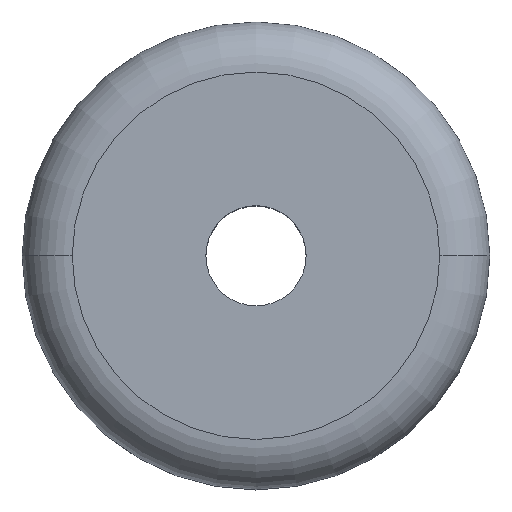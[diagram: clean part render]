
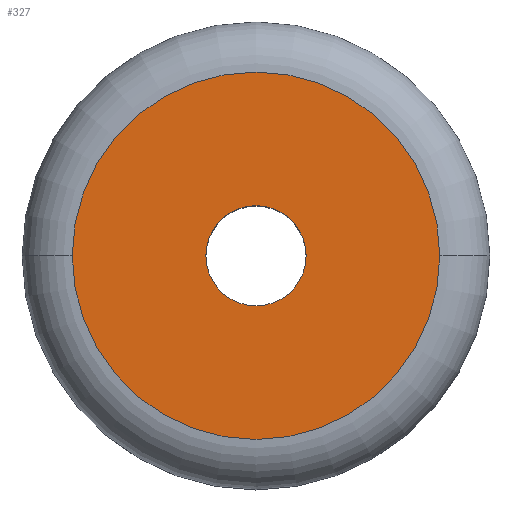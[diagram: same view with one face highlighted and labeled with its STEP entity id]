
A CAD part, top view. The second image highlights one B-rep face of the part: STEP entity #327.
In plain terms, the highlighted planar face has unit normal (0, 0, 1).
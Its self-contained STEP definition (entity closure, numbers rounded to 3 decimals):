
#42 = DIRECTION ( 'NONE',  ( -1., 0., 0. ) ) ;
#72 = CIRCLE ( 'NONE', #140, 0.75 ) ;
#88 = VERTEX_POINT ( 'NONE', #110 ) ;
#94 = CIRCLE ( 'NONE', #424, 0.75 ) ;
#98 = AXIS2_PLACEMENT_3D ( 'NONE', #406, #394, #477 ) ;
#110 = CARTESIAN_POINT ( 'NONE',  ( 101.238, 0., 137.842 ) ) ;
#115 = CARTESIAN_POINT ( 'NONE',  ( 103.988, 0., 137.842 ) ) ;
#125 = ORIENTED_EDGE ( 'NONE', *, *, #366, .T. ) ;
#140 = AXIS2_PLACEMENT_3D ( 'NONE', #115, #379, #346 ) ;
#182 = ORIENTED_EDGE ( 'NONE', *, *, #459, .F. ) ;
#186 = CARTESIAN_POINT ( 'NONE',  ( 103.988, 0., 137.842 ) ) ;
#195 = AXIS2_PLACEMENT_3D ( 'NONE', #265, #253, #224 ) ;
#220 = CARTESIAN_POINT ( 'NONE',  ( 104.738, 0., 137.842 ) ) ;
#221 = CARTESIAN_POINT ( 'NONE',  ( 106.738, 0., 137.842 ) ) ;
#224 = DIRECTION ( 'NONE',  ( -1., 0., 0. ) ) ;
#225 = CARTESIAN_POINT ( 'NONE',  ( 106.738, 0., 137.842 ) ) ;
#227 = CARTESIAN_POINT ( 'NONE',  ( 103.238, 0., 137.842 ) ) ;
#228 = FACE_BOUND ( 'NONE', #414, .T. ) ;
#253 = DIRECTION ( 'NONE',  ( 0., 0., -1. ) ) ;
#265 = CARTESIAN_POINT ( 'NONE',  ( 103.988, 0., 137.842 ) ) ;
#285 = EDGE_CURVE ( 'NONE', #313, #329, #72, .T. ) ;
#289 = AXIS2_PLACEMENT_3D ( 'NONE', #225, #420, #309 ) ;
#309 = DIRECTION ( 'NONE',  ( 1., 0., 0. ) ) ;
#313 = VERTEX_POINT ( 'NONE', #220 ) ;
#315 = PLANE ( 'NONE',  #289 ) ;
#325 = ORIENTED_EDGE ( 'NONE', *, *, #442, .F. ) ;
#327 = ADVANCED_FACE ( 'NONE', ( #228, #433 ), #315, .T. ) ;
#329 = VERTEX_POINT ( 'NONE', #227 ) ;
#342 = DIRECTION ( 'NONE',  ( 0., 0., -1. ) ) ;
#346 = DIRECTION ( 'NONE',  ( -1., 0., 0. ) ) ;
#366 = EDGE_CURVE ( 'NONE', #329, #313, #94, .T. ) ;
#379 = DIRECTION ( 'NONE',  ( 0., 0., -1. ) ) ;
#394 = DIRECTION ( 'NONE',  ( 0., 0., -1. ) ) ;
#406 = CARTESIAN_POINT ( 'NONE',  ( 103.988, 0., 137.842 ) ) ;
#414 = EDGE_LOOP ( 'NONE', ( #125, #478 ) ) ;
#420 = DIRECTION ( 'NONE',  ( 0., 0., 1. ) ) ;
#424 = AXIS2_PLACEMENT_3D ( 'NONE', #186, #342, #42 ) ;
#433 = FACE_OUTER_BOUND ( 'NONE', #435, .T. ) ;
#435 = EDGE_LOOP ( 'NONE', ( #325, #182 ) ) ;
#442 = EDGE_CURVE ( 'NONE', #88, #473, #470, .T. ) ;
#443 = CIRCLE ( 'NONE', #195, 2.75 ) ;
#459 = EDGE_CURVE ( 'NONE', #473, #88, #443, .T. ) ;
#470 = CIRCLE ( 'NONE', #98, 2.75 ) ;
#473 = VERTEX_POINT ( 'NONE', #221 ) ;
#477 = DIRECTION ( 'NONE',  ( -1., 0., 0. ) ) ;
#478 = ORIENTED_EDGE ( 'NONE', *, *, #285, .T. ) ;
